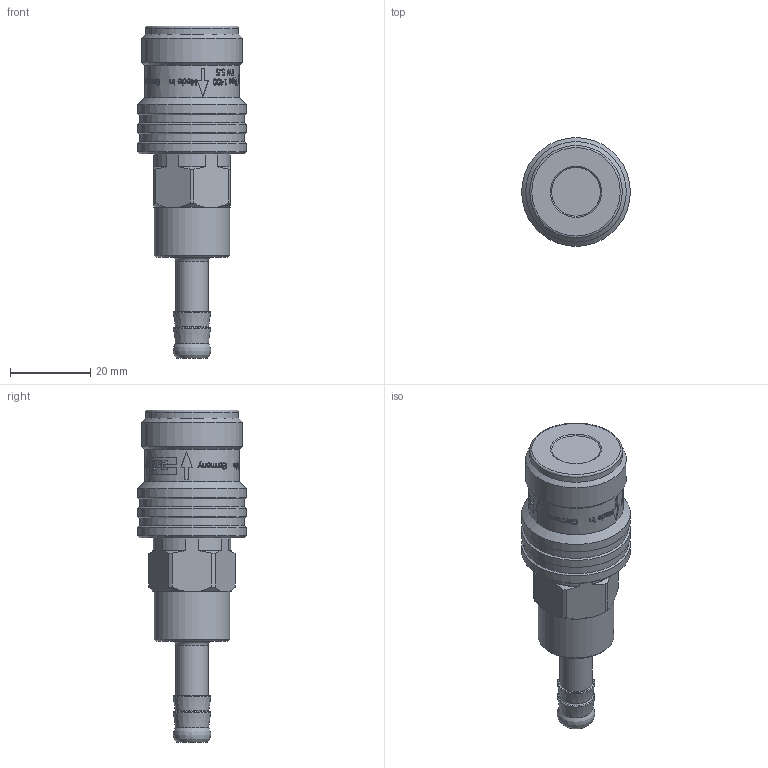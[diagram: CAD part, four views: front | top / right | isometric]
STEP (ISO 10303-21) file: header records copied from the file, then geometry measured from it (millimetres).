
FILE_DESCRIPTION(/* description */ (''),/* implementation_level */ '2;1');
FILE_NAME(/* name */ '1400KETF08SPN.stp',/* time_stamp */ '2016-11-14T19:08:04+06:00',/* author */ ('pv00476129'),/* organization */ (''),/* preprocessor_version */ 'ST-DEVELOPER v15.2',/* originating_system */ 'Autodesk Inventor 2014',/* authorisation */ '');
FILE_SCHEMA (('AUTOMOTIVE_DESIGN { 1 0 10303 214 3 1 1 }'));
Products named in the file (1): 1400KETF08SPN
Bounding box: 27 x 27 x 82.5 mm (x, y, z)
Volume: 24607.4 mm3; surface area: 6011.7 mm2
Topology: 1 solids, 1 shells, 690 faces, 1868 edges, 1239 vertices
Faces by surface type: plane 305, bspline 280, cylinder 77, cone 24, torus 4
Full cylindrical faces by diameter (mm): 8.1 x1, 18.8 x1, 23 x1, 23.5 x1, 25 x1, 26 x2, 27 x3
Entity records: 89358 total; most frequent: CARTESIAN_POINT 73591, ORIENTED_EDGE 3674, DIRECTION 2095, EDGE_CURVE 1837, VERTEX_POINT 1235, LINE 785, VECTOR 785, B_SPLINE_CURVE_WITH_KNOTS 783
